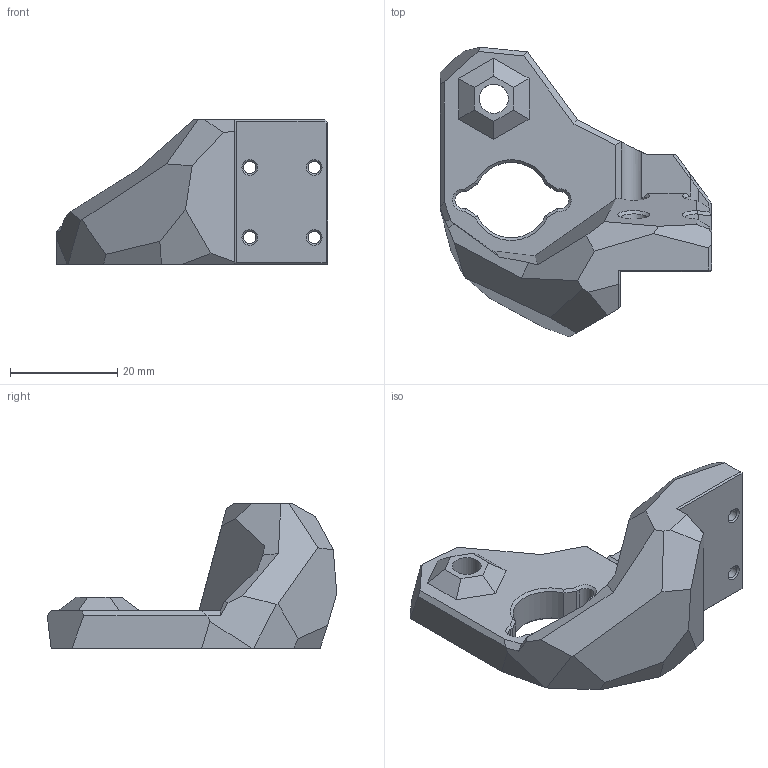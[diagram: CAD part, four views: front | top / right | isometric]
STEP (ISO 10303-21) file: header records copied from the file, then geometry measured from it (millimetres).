
FILE_DESCRIPTION(/* description */ (''),/* implementation_level */ '2;1');
FILE_NAME(/* name */ 'Z_Right_Leadscrew_Top_x1.step',/* time_stamp */ '2025-12-31T11:06:48-05:00',/* author */ (''),/* organization */ (''),/* preprocessor_version */ 'ST-DEVELOPER v20.1',/* originating_system */ 'Autodesk Translation Framework v14.21.0.0',/* authorisation */ '');
FILE_SCHEMA (('AUTOMOTIVE_DESIGN { 1 0 10303 214 3 1 1 }'));
Length unit declared in the file: millimetre
Products named in the file (1): Z_Right
Bounding box: 50.5 x 53.91 x 26.9 mm (x, y, z)
Volume: 18279.8 mm3; surface area: 6964.5 mm2
Topology: 1 solids, 1 shells, 167 faces, 444 edges, 284 vertices
Faces by surface type: plane 125, cone 18, cylinder 17, bspline 7
Full cylindrical faces by diameter (mm): 2.3 x4, 2.9 x3, 5 x2, 5.4 x1
Entity records: 6671 total; most frequent: CARTESIAN_POINT 2514, ORIENTED_EDGE 888, DIRECTION 797, EDGE_CURVE 444, LINE 335, VECTOR 335, VERTEX_POINT 284, AXIS2_PLACEMENT_3D 231
